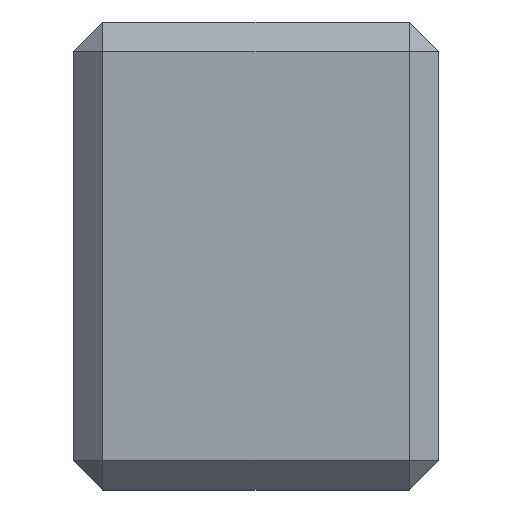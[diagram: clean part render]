
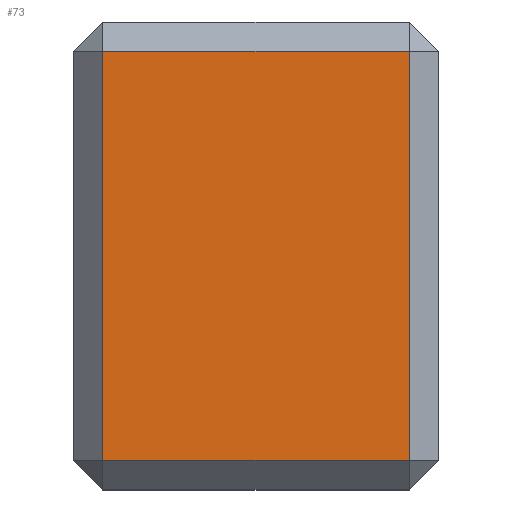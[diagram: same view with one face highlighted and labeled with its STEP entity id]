
A CAD part, top view. The second image highlights one B-rep face of the part: STEP entity #73.
In plain terms, the highlighted planar face has unit normal (0, 0, 1).
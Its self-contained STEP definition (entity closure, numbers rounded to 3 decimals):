
#73=ADVANCED_FACE('',(#294),#296,.T.);
#294=FACE_BOUND('',#295,.T.);
#295=EDGE_LOOP('',(#1002,#1003,#1004,#1005));
#296=PLANE('',#297);
#297=AXIS2_PLACEMENT_3D('',#298,#299,#300);
#298=CARTESIAN_POINT('',(-9.5,8.,12.6));
#299=DIRECTION('',(0.,0.,1.));
#300=DIRECTION('',(0.,-1.,0.));
#1002=ORIENTED_EDGE('',*,*,#1742,.T.);
#1003=ORIENTED_EDGE('',*,*,#1743,.F.);
#1004=ORIENTED_EDGE('',*,*,#1744,.F.);
#1005=ORIENTED_EDGE('',*,*,#1745,.T.);
#1742=EDGE_CURVE('',#2088,#2089,#2090,.T.);
#1743=EDGE_CURVE('',#2091,#2089,#2092,.T.);
#1744=EDGE_CURVE('',#2093,#2091,#2094,.T.);
#1745=EDGE_CURVE('',#2093,#2088,#2095,.T.);
#2088=VERTEX_POINT('',#2706);
#2089=VERTEX_POINT('',#2707);
#2090=LINE('',#2708,#2709);
#2091=VERTEX_POINT('',#2711);
#2092=LINE('',#2712,#2713);
#2093=VERTEX_POINT('',#2715);
#2094=LINE('',#2716,#2717);
#2095=LINE('',#2719,#2720);
#2706=CARTESIAN_POINT('',(-8.5,-7.,12.6));
#2707=CARTESIAN_POINT('',(2.,-7.,12.6));
#2708=CARTESIAN_POINT('',(-8.5,-7.,12.6));
#2709=VECTOR('',#2710,1.);
#2710=DIRECTION('',(1.,0.,0.));
#2711=CARTESIAN_POINT('',(2.,7.,12.6));
#2712=CARTESIAN_POINT('',(2.,7.,12.6));
#2713=VECTOR('',#2714,1.);
#2714=DIRECTION('',(0.,-1.,0.));
#2715=CARTESIAN_POINT('',(-8.5,7.,12.6));
#2716=CARTESIAN_POINT('',(-8.5,7.,12.6));
#2717=VECTOR('',#2718,1.);
#2718=DIRECTION('',(1.,0.,0.));
#2719=CARTESIAN_POINT('',(-8.5,7.,12.6));
#2720=VECTOR('',#2721,1.);
#2721=DIRECTION('',(0.,-1.,0.));
